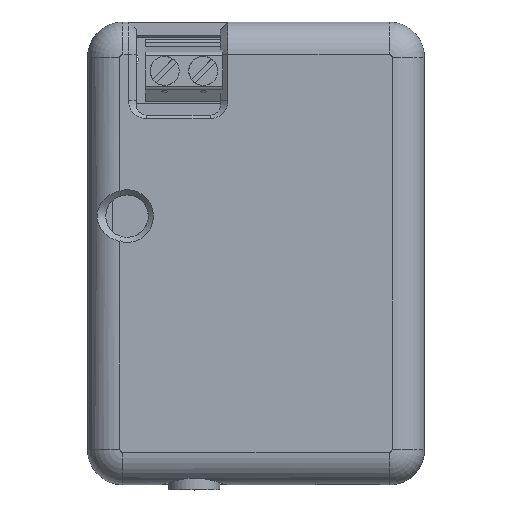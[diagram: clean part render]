
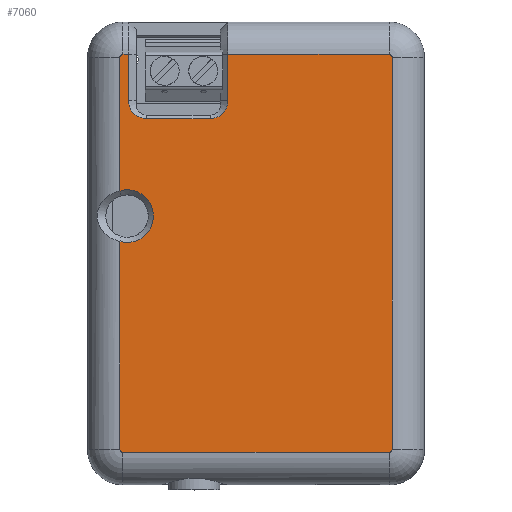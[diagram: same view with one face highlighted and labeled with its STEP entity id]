
A CAD part, top view. The second image highlights one B-rep face of the part: STEP entity #7060.
In plain terms, the highlighted planar face has unit normal (0, 0, 1).
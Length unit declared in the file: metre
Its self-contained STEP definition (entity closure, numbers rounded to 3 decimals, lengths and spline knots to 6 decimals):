
#485=LINE('',#11370,#1194);
#486=LINE('',#11375,#1195);
#487=LINE('',#11379,#1196);
#488=LINE('',#11383,#1197);
#489=LINE('',#11387,#1198);
#490=LINE('',#11389,#1199);
#491=LINE('',#11393,#1200);
#492=LINE('',#11397,#1201);
#493=LINE('',#11399,#1202);
#1194=VECTOR('',#9193,1.);
#1195=VECTOR('',#9196,1.);
#1196=VECTOR('',#9199,1.);
#1197=VECTOR('',#9202,1.);
#1198=VECTOR('',#9205,1.);
#1199=VECTOR('',#9206,1.);
#1200=VECTOR('',#9209,1.);
#1201=VECTOR('',#9212,1.);
#1202=VECTOR('',#9213,1.);
#2007=ORIENTED_EDGE('',*,*,#3994,.T.);
#2008=ORIENTED_EDGE('',*,*,#3995,.T.);
#2009=ORIENTED_EDGE('',*,*,#3996,.T.);
#2010=ORIENTED_EDGE('',*,*,#3997,.T.);
#2011=ORIENTED_EDGE('',*,*,#3998,.T.);
#2012=ORIENTED_EDGE('',*,*,#3999,.T.);
#2013=ORIENTED_EDGE('',*,*,#4000,.T.);
#2014=ORIENTED_EDGE('',*,*,#4001,.T.);
#2015=ORIENTED_EDGE('',*,*,#4002,.T.);
#2016=ORIENTED_EDGE('',*,*,#4003,.T.);
#2017=ORIENTED_EDGE('',*,*,#4004,.T.);
#2018=ORIENTED_EDGE('',*,*,#4005,.T.);
#2019=ORIENTED_EDGE('',*,*,#4006,.T.);
#2020=ORIENTED_EDGE('',*,*,#4007,.T.);
#2021=ORIENTED_EDGE('',*,*,#4008,.T.);
#2022=ORIENTED_EDGE('',*,*,#4009,.T.);
#3994=EDGE_CURVE('',#4987,#4988,#485,.F.);
#3995=EDGE_CURVE('',#4988,#4989,#5553,.F.);
#3996=EDGE_CURVE('',#4989,#4990,#486,.F.);
#3997=EDGE_CURVE('',#4990,#4991,#5554,.T.);
#3998=EDGE_CURVE('',#4991,#4992,#487,.F.);
#3999=EDGE_CURVE('',#4992,#4993,#5555,.T.);
#4000=EDGE_CURVE('',#4993,#4994,#488,.T.);
#4001=EDGE_CURVE('',#4994,#4995,#5556,.T.);
#4002=EDGE_CURVE('',#4995,#4996,#489,.T.);
#4003=EDGE_CURVE('',#4996,#4997,#490,.T.);
#4004=EDGE_CURVE('',#4997,#4998,#5557,.F.);
#4005=EDGE_CURVE('',#4998,#4999,#491,.T.);
#4006=EDGE_CURVE('',#4999,#5000,#5558,.F.);
#4007=EDGE_CURVE('',#5000,#5001,#492,.T.);
#4008=EDGE_CURVE('',#5001,#5002,#493,.T.);
#4009=EDGE_CURVE('',#5002,#4987,#5559,.T.);
#4987=VERTEX_POINT('',#11371);
#4988=VERTEX_POINT('',#11372);
#4989=VERTEX_POINT('',#11374);
#4990=VERTEX_POINT('',#11376);
#4991=VERTEX_POINT('',#11378);
#4992=VERTEX_POINT('',#11380);
#4993=VERTEX_POINT('',#11382);
#4994=VERTEX_POINT('',#11384);
#4995=VERTEX_POINT('',#11386);
#4996=VERTEX_POINT('',#11388);
#4997=VERTEX_POINT('',#11390);
#4998=VERTEX_POINT('',#11392);
#4999=VERTEX_POINT('',#11394);
#5000=VERTEX_POINT('',#11396);
#5001=VERTEX_POINT('',#11398);
#5002=VERTEX_POINT('',#11400);
#5553=CIRCLE('',#8284,0.0026);
#5554=CIRCLE('',#8285,0.0003);
#5555=CIRCLE('',#8286,0.0003);
#5556=CIRCLE('',#8287,0.0003);
#5557=CIRCLE('',#8288,0.00175);
#5558=CIRCLE('',#8289,0.00175);
#5559=CIRCLE('',#8290,0.0003);
#5827=EDGE_LOOP('',(#2007,#2008,#2009,#2010,#2011,#2012,#2013,#2014,#2015,
#2016,#2017,#2018,#2019,#2020,#2021,#2022));
#6318=FACE_BOUND('',#5827,.T.);
#6796=PLANE('',#8283);
#7060=ADVANCED_FACE('',(#6318),#6796,.T.);
#8283=AXIS2_PLACEMENT_3D('',#11369,#9191,#9192);
#8284=AXIS2_PLACEMENT_3D('',#11373,#9194,#9195);
#8285=AXIS2_PLACEMENT_3D('',#11377,#9197,#9198);
#8286=AXIS2_PLACEMENT_3D('',#11381,#9200,#9201);
#8287=AXIS2_PLACEMENT_3D('',#11385,#9203,#9204);
#8288=AXIS2_PLACEMENT_3D('',#11391,#9207,#9208);
#8289=AXIS2_PLACEMENT_3D('',#11395,#9210,#9211);
#8290=AXIS2_PLACEMENT_3D('',#11401,#9214,#9215);
#9191=DIRECTION('',(0.,0.,1.));
#9192=DIRECTION('',(1.,0.,0.));
#9193=DIRECTION('',(0.,1.,0.));
#9194=DIRECTION('',(0.,0.,1.));
#9195=DIRECTION('',(1.,0.,0.));
#9196=DIRECTION('',(0.,1.,0.));
#9197=DIRECTION('',(0.,0.,1.));
#9198=DIRECTION('',(1.,0.,0.));
#9199=DIRECTION('',(-1.,0.,0.));
#9200=DIRECTION('',(0.,0.,1.));
#9201=DIRECTION('',(1.,0.,0.));
#9202=DIRECTION('',(0.,1.,0.));
#9203=DIRECTION('',(0.,0.,1.));
#9204=DIRECTION('',(1.,0.,0.));
#9205=DIRECTION('',(-1.,0.,0.));
#9206=DIRECTION('',(0.,-1.,0.));
#9207=DIRECTION('',(0.,0.,1.));
#9208=DIRECTION('',(1.,0.,0.));
#9209=DIRECTION('',(-1.,0.,0.));
#9210=DIRECTION('',(0.,0.,1.));
#9211=DIRECTION('',(1.,0.,0.));
#9212=DIRECTION('',(0.,1.,0.));
#9213=DIRECTION('',(-1.,0.,0.));
#9214=DIRECTION('',(0.,0.,1.));
#9215=DIRECTION('',(1.,0.,0.));
#11369=CARTESIAN_POINT('',(-0.003446,-0.002774,0.0082));
#11370=CARTESIAN_POINT('',(-0.016878,-0.002774,0.0082));
#11371=CARTESIAN_POINT('',(-0.016878,0.016576,0.0082));
#11372=CARTESIAN_POINT('',(-0.016878,0.003411,0.0082));
#11373=CARTESIAN_POINT('',(-0.016179,0.000907,0.0082));
#11374=CARTESIAN_POINT('',(-0.016878,-0.001598,0.0082));
#11375=CARTESIAN_POINT('',(-0.016878,-0.002774,0.0082));
#11376=CARTESIAN_POINT('',(-0.016878,-0.022124,0.0082));
#11377=CARTESIAN_POINT('',(-0.016578,-0.022124,0.0082));
#11378=CARTESIAN_POINT('',(-0.016578,-0.022424,0.0082));
#11379=CARTESIAN_POINT('',(-0.003446,-0.022424,0.0082));
#11380=CARTESIAN_POINT('',(0.009686,-0.022424,0.0082));
#11381=CARTESIAN_POINT('',(0.009686,-0.022124,0.0082));
#11382=CARTESIAN_POINT('',(0.009986,-0.022124,0.0082));
#11383=CARTESIAN_POINT('',(0.009986,0.016576,0.0082));
#11384=CARTESIAN_POINT('',(0.009986,0.016576,0.0082));
#11385=CARTESIAN_POINT('',(0.009686,0.016576,0.0082));
#11386=CARTESIAN_POINT('',(0.009686,0.016876,0.0082));
#11387=CARTESIAN_POINT('',(-0.006962,0.016876,0.0082));
#11388=CARTESIAN_POINT('',(-0.006212,0.016876,0.0082));
#11389=CARTESIAN_POINT('',(-0.006212,-0.002774,0.0082));
#11390=CARTESIAN_POINT('',(-0.006212,0.012279,0.0082));
#11391=CARTESIAN_POINT('',(-0.007962,0.012279,0.0082));
#11392=CARTESIAN_POINT('',(-0.007962,0.010529,0.0082));
#11393=CARTESIAN_POINT('',(-0.014274,0.010529,0.0082));
#11394=CARTESIAN_POINT('',(-0.014274,0.010529,0.0082));
#11395=CARTESIAN_POINT('',(-0.014274,0.012279,0.0082));
#11396=CARTESIAN_POINT('',(-0.016024,0.012279,0.0082));
#11397=CARTESIAN_POINT('',(-0.016024,0.016876,0.0082));
#11398=CARTESIAN_POINT('',(-0.016024,0.016876,0.0082));
#11399=CARTESIAN_POINT('',(-0.016578,0.016876,0.0082));
#11400=CARTESIAN_POINT('',(-0.016578,0.016876,0.0082));
#11401=CARTESIAN_POINT('',(-0.016578,0.016576,0.0082));
